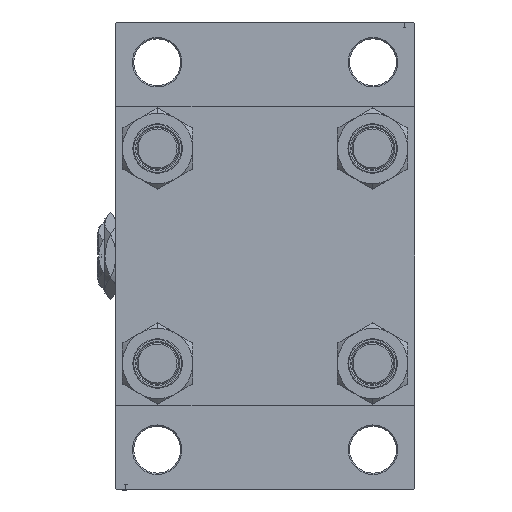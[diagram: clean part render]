
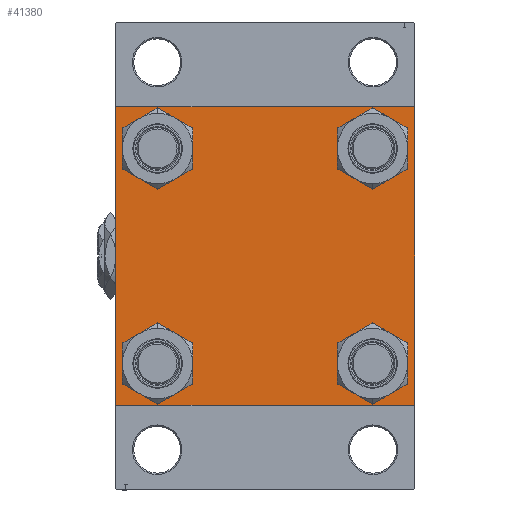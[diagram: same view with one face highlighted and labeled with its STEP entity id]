
A CAD part, left-side view. The second image highlights one B-rep face of the part: STEP entity #41380.
In plain terms, the highlighted planar face has unit normal (-1, 0, 0).
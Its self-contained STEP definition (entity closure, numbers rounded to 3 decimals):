
#122 = LINE ( 'NONE', #30720, #45721 ) ;
#163 = DIRECTION ( 'NONE',  ( 0., 0., -1. ) ) ;
#265 = CARTESIAN_POINT ( 'NONE',  ( 0., 57.5, 57. ) ) ;
#370 = ORIENTED_EDGE ( 'NONE', *, *, #43160, .F. ) ;
#452 = CARTESIAN_POINT ( 'NONE',  ( 0., 41.35, -41.35 ) ) ;
#820 = VECTOR ( 'NONE', #29103, 1000. ) ;
#823 = FACE_BOUND ( 'NONE', #23383, .T. ) ;
#1027 = VERTEX_POINT ( 'NONE', #17233 ) ;
#1090 = VECTOR ( 'NONE', #2935, 1000. ) ;
#1115 = DIRECTION ( 'NONE',  ( 0., 0., 1. ) ) ;
#1335 = ORIENTED_EDGE ( 'NONE', *, *, #49623, .T. ) ;
#1410 = EDGE_CURVE ( 'NONE', #20884, #36776, #9389, .T. ) ;
#1418 = CARTESIAN_POINT ( 'NONE',  ( 0., 41.35, 32.85 ) ) ;
#1451 = CARTESIAN_POINT ( 'NONE',  ( 0., -57., 57.5 ) ) ;
#1745 = EDGE_CURVE ( 'NONE', #12981, #24663, #10090, .T. ) ;
#2014 = DIRECTION ( 'NONE',  ( 0., 0., 1. ) ) ;
#2532 = VERTEX_POINT ( 'NONE', #39480 ) ;
#2644 = ORIENTED_EDGE ( 'NONE', *, *, #24820, .T. ) ;
#2728 = ORIENTED_EDGE ( 'NONE', *, *, #9626, .T. ) ;
#2767 = LINE ( 'NONE', #17822, #38165 ) ;
#2935 = DIRECTION ( 'NONE',  ( 0., -1., 0. ) ) ;
#3183 = CARTESIAN_POINT ( 'NONE',  ( 0., 41.35, -49.85 ) ) ;
#3422 = AXIS2_PLACEMENT_3D ( 'NONE', #452, #15755, #42359 ) ;
#3520 = EDGE_CURVE ( 'NONE', #41438, #48168, #2767, .T. ) ;
#3647 = AXIS2_PLACEMENT_3D ( 'NONE', #47441, #20852, #2014 ) ;
#4341 = FACE_BOUND ( 'NONE', #47688, .T. ) ;
#4825 = DIRECTION ( 'NONE',  ( 0., 0., -1. ) ) ;
#5008 = CIRCLE ( 'NONE', #28243, 8.5 ) ;
#5081 = LINE ( 'NONE', #35667, #39956 ) ;
#5190 = DIRECTION ( 'NONE',  ( 1., 0., 0. ) ) ;
#5949 = VECTOR ( 'NONE', #4825, 1000. ) ;
#7652 = VERTEX_POINT ( 'NONE', #38234 ) ;
#7880 = CARTESIAN_POINT ( 'NONE',  ( 0., 41.35, 41.35 ) ) ;
#8234 = CIRCLE ( 'NONE', #3422, 8.5 ) ;
#8477 = AXIS2_PLACEMENT_3D ( 'NONE', #7880, #38480, #39224 ) ;
#8543 = EDGE_LOOP ( 'NONE', ( #16137, #38843 ) ) ;
#8853 = DIRECTION ( 'NONE',  ( -1., 0., 0. ) ) ;
#9099 = CARTESIAN_POINT ( 'NONE',  ( 0., 0., 0. ) ) ;
#9135 = ORIENTED_EDGE ( 'NONE', *, *, #31275, .F. ) ;
#9389 = CIRCLE ( 'NONE', #30976, 8.5 ) ;
#9626 = EDGE_CURVE ( 'NONE', #20805, #11108, #5081, .T. ) ;
#9650 = DIRECTION ( 'NONE',  ( 1., 0., 0. ) ) ;
#10090 = CIRCLE ( 'NONE', #27842, 8.5 ) ;
#10096 = CARTESIAN_POINT ( 'NONE',  ( 0., 57.5, 57.5 ) ) ;
#11108 = VERTEX_POINT ( 'NONE', #35567 ) ;
#12609 = CARTESIAN_POINT ( 'NONE',  ( 0., 57.5, 57.5 ) ) ;
#12631 = ORIENTED_EDGE ( 'NONE', *, *, #1745, .T. ) ;
#12636 = DIRECTION ( 'NONE',  ( 1., 0., 0. ) ) ;
#12708 = EDGE_CURVE ( 'NONE', #7652, #34707, #17567, .T. ) ;
#12981 = VERTEX_POINT ( 'NONE', #1418 ) ;
#13147 = EDGE_CURVE ( 'NONE', #16783, #22548, #122, .T. ) ;
#13172 = CARTESIAN_POINT ( 'NONE',  ( 0., 41.35, -41.35 ) ) ;
#13451 = CARTESIAN_POINT ( 'NONE',  ( 0., -41.35, 41.35 ) ) ;
#13802 = CARTESIAN_POINT ( 'NONE',  ( 0., 57.25, -57.25 ) ) ;
#14630 = CIRCLE ( 'NONE', #26633, 8.5 ) ;
#15177 = CARTESIAN_POINT ( 'NONE',  ( 0., 41.35, -32.85 ) ) ;
#15755 = DIRECTION ( 'NONE',  ( 1., 0., 0. ) ) ;
#16104 = DIRECTION ( 'NONE',  ( 1., 0., 0. ) ) ;
#16137 = ORIENTED_EDGE ( 'NONE', *, *, #20698, .T. ) ;
#16474 = CIRCLE ( 'NONE', #3647, 8.5 ) ;
#16604 = LINE ( 'NONE', #12609, #5949 ) ;
#16783 = VERTEX_POINT ( 'NONE', #17960 ) ;
#17233 = CARTESIAN_POINT ( 'NONE',  ( 0., -41.35, 49.85 ) ) ;
#17567 = LINE ( 'NONE', #13802, #820 ) ;
#17822 = CARTESIAN_POINT ( 'NONE',  ( 0., 57.25, 57.25 ) ) ;
#17960 = CARTESIAN_POINT ( 'NONE',  ( 0., -57.5, 57. ) ) ;
#18239 = ORIENTED_EDGE ( 'NONE', *, *, #31118, .T. ) ;
#19240 = CARTESIAN_POINT ( 'NONE',  ( 0., -57.5, 57.5 ) ) ;
#20137 = EDGE_CURVE ( 'NONE', #22908, #1027, #14630, .T. ) ;
#20633 = DIRECTION ( 'NONE',  ( 0., -0.707, 0.707 ) ) ;
#20698 = EDGE_CURVE ( 'NONE', #1027, #22908, #5008, .T. ) ;
#20805 = VERTEX_POINT ( 'NONE', #40787 ) ;
#20852 = DIRECTION ( 'NONE',  ( 1., 0., 0. ) ) ;
#20884 = VERTEX_POINT ( 'NONE', #15177 ) ;
#20896 = DIRECTION ( 'NONE',  ( 0., 0., 1. ) ) ;
#22386 = ORIENTED_EDGE ( 'NONE', *, *, #3520, .T. ) ;
#22548 = VERTEX_POINT ( 'NONE', #1451 ) ;
#22713 = DIRECTION ( 'NONE',  ( 0., 0.707, 0.707 ) ) ;
#22889 = CARTESIAN_POINT ( 'NONE',  ( 0., -41.35, -49.85 ) ) ;
#22908 = VERTEX_POINT ( 'NONE', #40486 ) ;
#23383 = EDGE_LOOP ( 'NONE', ( #43017, #44785 ) ) ;
#23907 = FACE_BOUND ( 'NONE', #29921, .T. ) ;
#24472 = DIRECTION ( 'NONE',  ( 0., 0., 1. ) ) ;
#24663 = VERTEX_POINT ( 'NONE', #46944 ) ;
#24820 = EDGE_CURVE ( 'NONE', #25433, #2532, #16474, .T. ) ;
#25433 = VERTEX_POINT ( 'NONE', #22889 ) ;
#25944 = VECTOR ( 'NONE', #163, 1000. ) ;
#26633 = AXIS2_PLACEMENT_3D ( 'NONE', #38435, #16104, #31399 ) ;
#27842 = AXIS2_PLACEMENT_3D ( 'NONE', #28663, #12636, #20896 ) ;
#27920 = FACE_BOUND ( 'NONE', #8543, .T. ) ;
#28243 = AXIS2_PLACEMENT_3D ( 'NONE', #13451, #5190, #32996 ) ;
#28441 = ORIENTED_EDGE ( 'NONE', *, *, #33234, .T. ) ;
#28663 = CARTESIAN_POINT ( 'NONE',  ( 0., 41.35, 41.35 ) ) ;
#29102 = EDGE_CURVE ( 'NONE', #36776, #20884, #8234, .T. ) ;
#29103 = DIRECTION ( 'NONE',  ( 0., -0.707, -0.707 ) ) ;
#29921 = EDGE_LOOP ( 'NONE', ( #1335, #2644 ) ) ;
#30720 = CARTESIAN_POINT ( 'NONE',  ( 0., -57.25, 57.25 ) ) ;
#30976 = AXIS2_PLACEMENT_3D ( 'NONE', #13172, #9650, #24472 ) ;
#30985 = AXIS2_PLACEMENT_3D ( 'NONE', #9099, #8853, #35435 ) ;
#31118 = EDGE_CURVE ( 'NONE', #34707, #20805, #44826, .T. ) ;
#31270 = AXIS2_PLACEMENT_3D ( 'NONE', #35235, #39742, #1115 ) ;
#31275 = EDGE_CURVE ( 'NONE', #16783, #11108, #49598, .T. ) ;
#31399 = DIRECTION ( 'NONE',  ( 0., 0., 1. ) ) ;
#31975 = CARTESIAN_POINT ( 'NONE',  ( 0., 57., -57.5 ) ) ;
#32996 = DIRECTION ( 'NONE',  ( 0., 0., 1. ) ) ;
#33234 = EDGE_CURVE ( 'NONE', #48168, #7652, #16604, .T. ) ;
#34691 = CARTESIAN_POINT ( 'NONE',  ( 0., 57., 57.5 ) ) ;
#34707 = VERTEX_POINT ( 'NONE', #31975 ) ;
#35188 = FACE_OUTER_BOUND ( 'NONE', #45905, .T. ) ;
#35235 = CARTESIAN_POINT ( 'NONE',  ( 0., -41.35, -41.35 ) ) ;
#35435 = DIRECTION ( 'NONE',  ( 0., 0., 1. ) ) ;
#35567 = CARTESIAN_POINT ( 'NONE',  ( 0., -57.5, -57. ) ) ;
#35667 = CARTESIAN_POINT ( 'NONE',  ( 0., -57.25, -57.25 ) ) ;
#35956 = EDGE_CURVE ( 'NONE', #24663, #12981, #41332, .T. ) ;
#36776 = VERTEX_POINT ( 'NONE', #3183 ) ;
#38165 = VECTOR ( 'NONE', #40906, 1000. ) ;
#38234 = CARTESIAN_POINT ( 'NONE',  ( 0., 57.5, -57. ) ) ;
#38435 = CARTESIAN_POINT ( 'NONE',  ( 0., -41.35, 41.35 ) ) ;
#38470 = CIRCLE ( 'NONE', #31270, 8.5 ) ;
#38480 = DIRECTION ( 'NONE',  ( 1., 0., 0. ) ) ;
#38489 = ORIENTED_EDGE ( 'NONE', *, *, #12708, .T. ) ;
#38843 = ORIENTED_EDGE ( 'NONE', *, *, #20137, .T. ) ;
#39209 = PLANE ( 'NONE',  #30985 ) ;
#39224 = DIRECTION ( 'NONE',  ( 0., 0., 1. ) ) ;
#39480 = CARTESIAN_POINT ( 'NONE',  ( 0., -41.35, -32.85 ) ) ;
#39742 = DIRECTION ( 'NONE',  ( 1., 0., 0. ) ) ;
#39956 = VECTOR ( 'NONE', #20633, 1000. ) ;
#40486 = CARTESIAN_POINT ( 'NONE',  ( 0., -41.35, 32.85 ) ) ;
#40787 = CARTESIAN_POINT ( 'NONE',  ( 0., -57., -57.5 ) ) ;
#40906 = DIRECTION ( 'NONE',  ( 0., 0.707, -0.707 ) ) ;
#41198 = DIRECTION ( 'NONE',  ( 0., -1., 0. ) ) ;
#41223 = ORIENTED_EDGE ( 'NONE', *, *, #13147, .T. ) ;
#41332 = CIRCLE ( 'NONE', #8477, 8.5 ) ;
#41380 = ADVANCED_FACE ( 'NONE', ( #27920, #23907, #823, #4341, #35188 ), #39209, .T. ) ;
#41438 = VERTEX_POINT ( 'NONE', #34691 ) ;
#42347 = ORIENTED_EDGE ( 'NONE', *, *, #35956, .T. ) ;
#42359 = DIRECTION ( 'NONE',  ( 0., 0., 1. ) ) ;
#43017 = ORIENTED_EDGE ( 'NONE', *, *, #1410, .T. ) ;
#43160 = EDGE_CURVE ( 'NONE', #41438, #22548, #44712, .T. ) ;
#44712 = LINE ( 'NONE', #10096, #49438 ) ;
#44785 = ORIENTED_EDGE ( 'NONE', *, *, #29102, .T. ) ;
#44826 = LINE ( 'NONE', #49101, #1090 ) ;
#45721 = VECTOR ( 'NONE', #22713, 1000. ) ;
#45905 = EDGE_LOOP ( 'NONE', ( #28441, #38489, #18239, #2728, #9135, #41223, #370, #22386 ) ) ;
#46944 = CARTESIAN_POINT ( 'NONE',  ( 0., 41.35, 49.85 ) ) ;
#47441 = CARTESIAN_POINT ( 'NONE',  ( 0., -41.35, -41.35 ) ) ;
#47688 = EDGE_LOOP ( 'NONE', ( #42347, #12631 ) ) ;
#48168 = VERTEX_POINT ( 'NONE', #265 ) ;
#49101 = CARTESIAN_POINT ( 'NONE',  ( 0., 57.5, -57.5 ) ) ;
#49438 = VECTOR ( 'NONE', #41198, 1000. ) ;
#49598 = LINE ( 'NONE', #19240, #25944 ) ;
#49623 = EDGE_CURVE ( 'NONE', #2532, #25433, #38470, .T. ) ;
